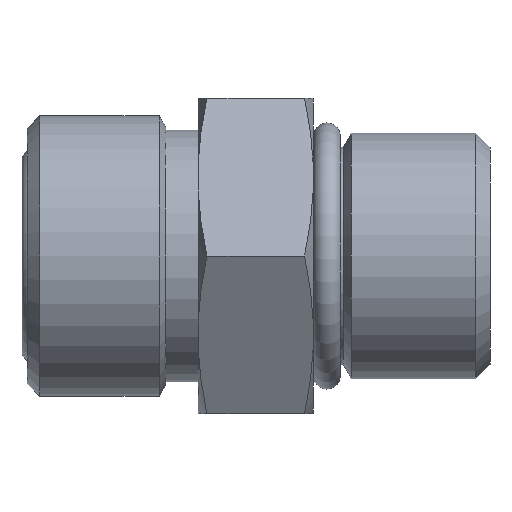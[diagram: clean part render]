
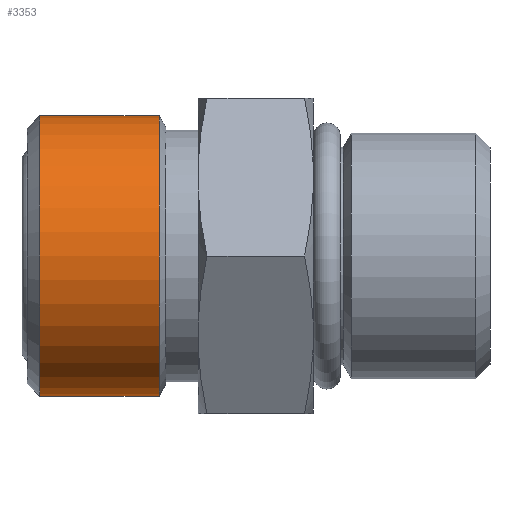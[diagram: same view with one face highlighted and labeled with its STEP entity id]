
A CAD part, front view. The second image highlights one B-rep face of the part: STEP entity #3353.
In plain terms, the highlighted cylindrical face has radius 12.7 mm (diameter 25.4 mm), a full revolution.
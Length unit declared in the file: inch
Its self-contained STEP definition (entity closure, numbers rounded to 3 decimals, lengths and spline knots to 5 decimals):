
#3302=CARTESIAN_POINT('',(-0.13925,0.,0.5));
#3303=VERTEX_POINT('',#3302);
#3304=CARTESIAN_POINT('',(-0.13925,0.,0.));
#3305=DIRECTION('',(1.0,0.0,0.0));
#3306=DIRECTION('',(0.0,0.0,-1.0));
#3307=AXIS2_PLACEMENT_3D('',#3304,#3305,#3306);
#3308=CIRCLE('',#3307,0.5);
#3309=EDGE_CURVE('',#3303,#3303,#3308,.T.);
#3334=CARTESIAN_POINT('',(0.0,0.,0.));
#3335=DIRECTION('',(-1.0,0.0,0.0));
#3336=DIRECTION('',(0.0,0.0,-1.0));
#3337=AXIS2_PLACEMENT_3D('',#3334,#3335,#3336);
#3338=CYLINDRICAL_SURFACE('',#3337,0.5);
#3339=CARTESIAN_POINT('',(-0.565,0.,0.5));
#3340=VERTEX_POINT('',#3339);
#3341=CARTESIAN_POINT('',(-0.565,0.,0.));
#3342=DIRECTION('',(-1.0,0.0,0.0));
#3343=DIRECTION('',(0.0,0.0,-1.0));
#3344=AXIS2_PLACEMENT_3D('',#3341,#3342,#3343);
#3345=CIRCLE('',#3344,0.5);
#3346=EDGE_CURVE('',#3340,#3340,#3345,.T.);
#3347=ORIENTED_EDGE('',*,*,#3346,.F.);
#3348=EDGE_LOOP('',(#3347));
#3349=FACE_OUTER_BOUND('',#3348,.T.);
#3350=ORIENTED_EDGE('',*,*,#3309,.F.);
#3351=EDGE_LOOP('',(#3350));
#3352=FACE_BOUND('',#3351,.T.);
#3353=ADVANCED_FACE('',(#3349,#3352),#3338,.T.);
